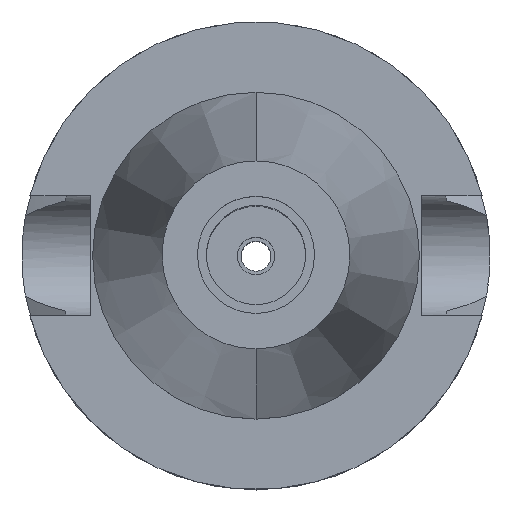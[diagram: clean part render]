
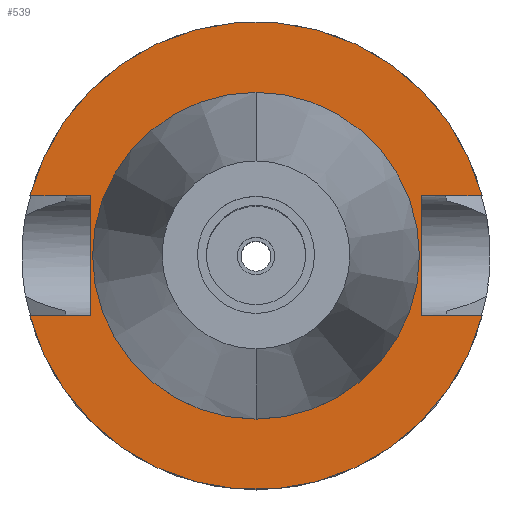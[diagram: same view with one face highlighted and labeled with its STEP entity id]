
A CAD part, top view. The second image highlights one B-rep face of the part: STEP entity #539.
In plain terms, the highlighted planar face has unit normal (0, 0, 1).
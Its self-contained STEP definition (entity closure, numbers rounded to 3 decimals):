
#6 = CARTESIAN_POINT ( 'NONE',  ( 35.4, 12.85, -3. ) ) ;
#27 = ORIENTED_EDGE ( 'NONE', *, *, #3375, .F. ) ;
#36 = VERTEX_POINT ( 'NONE', #1379 ) ;
#42 = AXIS2_PLACEMENT_3D ( 'NONE', #1412, #2554, #3662 ) ;
#61 = DIRECTION ( 'NONE',  ( 0., 0., -1. ) ) ;
#70 = EDGE_CURVE ( 'NONE', #3408, #1033, #1404, .T. ) ;
#89 = CARTESIAN_POINT ( 'NONE',  ( -35.4, -12.85, -3. ) ) ;
#187 = CARTESIAN_POINT ( 'NONE',  ( 48.321, 12.85, -3. ) ) ;
#245 = EDGE_CURVE ( 'NONE', #2285, #769, #899, .T. ) ;
#247 = AXIS2_PLACEMENT_3D ( 'NONE', #1953, #2012, #1734 ) ;
#344 = DIRECTION ( 'NONE',  ( -1., 0., 0. ) ) ;
#382 = AXIS2_PLACEMENT_3D ( 'NONE', #1761, #61, #2266 ) ;
#440 = CARTESIAN_POINT ( 'NONE',  ( 0., -34.925, -3. ) ) ;
#462 = EDGE_CURVE ( 'NONE', #3408, #2193, #3352, .T. ) ;
#539 = ADVANCED_FACE ( 'NONE', ( #1674, #847 ), #1427, .F. ) ;
#633 = CIRCLE ( 'NONE', #42, 34.925 ) ;
#686 = CIRCLE ( 'NONE', #2353, 34.925 ) ;
#748 = ORIENTED_EDGE ( 'NONE', *, *, #70, .T. ) ;
#769 = VERTEX_POINT ( 'NONE', #2049 ) ;
#787 = CARTESIAN_POINT ( 'NONE',  ( 35.4, 12.85, -3. ) ) ;
#818 = CARTESIAN_POINT ( 'NONE',  ( 48.321, -12.85, -3. ) ) ;
#847 = FACE_BOUND ( 'NONE', #1391, .T. ) ;
#853 = AXIS2_PLACEMENT_3D ( 'NONE', #2482, #2542, #3645 ) ;
#899 = LINE ( 'NONE', #2908, #1321 ) ;
#937 = ORIENTED_EDGE ( 'NONE', *, *, #2099, .F. ) ;
#1005 = EDGE_CURVE ( 'NONE', #3230, #2006, #2317, .T. ) ;
#1033 = VERTEX_POINT ( 'NONE', #187 ) ;
#1148 = DIRECTION ( 'NONE',  ( 0., -1., 0. ) ) ;
#1150 = EDGE_CURVE ( 'NONE', #769, #1033, #1820, .T. ) ;
#1220 = VECTOR ( 'NONE', #2544, 1000. ) ;
#1273 = EDGE_CURVE ( 'NONE', #2715, #2006, #3607, .T. ) ;
#1307 = ORIENTED_EDGE ( 'NONE', *, *, #462, .F. ) ;
#1321 = VECTOR ( 'NONE', #344, 1000. ) ;
#1379 = CARTESIAN_POINT ( 'NONE',  ( 0., 34.925, -3. ) ) ;
#1391 = EDGE_LOOP ( 'NONE', ( #27, #3653 ) ) ;
#1404 = LINE ( 'NONE', #6, #2999 ) ;
#1412 = CARTESIAN_POINT ( 'NONE',  ( 0., 0., -3. ) ) ;
#1427 = PLANE ( 'NONE',  #247 ) ;
#1674 = FACE_OUTER_BOUND ( 'NONE', #3319, .T. ) ;
#1734 = DIRECTION ( 'NONE',  ( 0., -1., 0. ) ) ;
#1761 = CARTESIAN_POINT ( 'NONE',  ( 0., 0., -3. ) ) ;
#1820 = CIRCLE ( 'NONE', #853, 50. ) ;
#1953 = CARTESIAN_POINT ( 'NONE',  ( 0., 0., -3. ) ) ;
#1964 = VERTEX_POINT ( 'NONE', #440 ) ;
#2006 = VERTEX_POINT ( 'NONE', #2962 ) ;
#2012 = DIRECTION ( 'NONE',  ( 0., 0., -1. ) ) ;
#2049 = CARTESIAN_POINT ( 'NONE',  ( -48.321, 12.85, -3. ) ) ;
#2099 = EDGE_CURVE ( 'NONE', #3230, #2285, #2428, .T. ) ;
#2193 = VERTEX_POINT ( 'NONE', #2241 ) ;
#2209 = CARTESIAN_POINT ( 'NONE',  ( -35.4, -12.85, -3. ) ) ;
#2217 = VECTOR ( 'NONE', #3516, 1000. ) ;
#2241 = CARTESIAN_POINT ( 'NONE',  ( 35.4, -12.85, -3. ) ) ;
#2266 = DIRECTION ( 'NONE',  ( 0., -1., 0. ) ) ;
#2285 = VERTEX_POINT ( 'NONE', #2942 ) ;
#2292 = DIRECTION ( 'NONE',  ( 0., 0., 1. ) ) ;
#2317 = LINE ( 'NONE', #89, #2217 ) ;
#2353 = AXIS2_PLACEMENT_3D ( 'NONE', #3427, #2292, #1148 ) ;
#2407 = DIRECTION ( 'NONE',  ( 0., 1., 0. ) ) ;
#2428 = LINE ( 'NONE', #3565, #3560 ) ;
#2482 = CARTESIAN_POINT ( 'NONE',  ( 0., 0., -3. ) ) ;
#2514 = VECTOR ( 'NONE', #3074, 1000. ) ;
#2542 = DIRECTION ( 'NONE',  ( 0., 0., -1. ) ) ;
#2544 = DIRECTION ( 'NONE',  ( 1., 0., 0. ) ) ;
#2546 = DIRECTION ( 'NONE',  ( 1., 0., 0. ) ) ;
#2554 = DIRECTION ( 'NONE',  ( 0., 0., 1. ) ) ;
#2578 = ORIENTED_EDGE ( 'NONE', *, *, #1150, .F. ) ;
#2651 = EDGE_CURVE ( 'NONE', #2193, #2715, #3364, .T. ) ;
#2715 = VERTEX_POINT ( 'NONE', #818 ) ;
#2753 = ORIENTED_EDGE ( 'NONE', *, *, #245, .F. ) ;
#2878 = EDGE_CURVE ( 'NONE', #1964, #36, #686, .T. ) ;
#2908 = CARTESIAN_POINT ( 'NONE',  ( -35.4, 12.85, -3. ) ) ;
#2942 = CARTESIAN_POINT ( 'NONE',  ( -35.4, 12.85, -3. ) ) ;
#2962 = CARTESIAN_POINT ( 'NONE',  ( -48.321, -12.85, -3. ) ) ;
#2999 = VECTOR ( 'NONE', #2546, 1000. ) ;
#3074 = DIRECTION ( 'NONE',  ( 0., -1., 0. ) ) ;
#3094 = CARTESIAN_POINT ( 'NONE',  ( 35.4, 12.85, -3. ) ) ;
#3161 = ORIENTED_EDGE ( 'NONE', *, *, #1005, .T. ) ;
#3230 = VERTEX_POINT ( 'NONE', #2209 ) ;
#3319 = EDGE_LOOP ( 'NONE', ( #3161, #3622, #3337, #1307, #748, #2578, #2753, #937 ) ) ;
#3337 = ORIENTED_EDGE ( 'NONE', *, *, #2651, .F. ) ;
#3352 = LINE ( 'NONE', #787, #2514 ) ;
#3364 = LINE ( 'NONE', #3646, #1220 ) ;
#3375 = EDGE_CURVE ( 'NONE', #36, #1964, #633, .T. ) ;
#3408 = VERTEX_POINT ( 'NONE', #3094 ) ;
#3427 = CARTESIAN_POINT ( 'NONE',  ( 0., 0., -3. ) ) ;
#3516 = DIRECTION ( 'NONE',  ( -1., 0., 0. ) ) ;
#3560 = VECTOR ( 'NONE', #2407, 1000. ) ;
#3565 = CARTESIAN_POINT ( 'NONE',  ( -35.4, -12.85, -3. ) ) ;
#3607 = CIRCLE ( 'NONE', #382, 50. ) ;
#3622 = ORIENTED_EDGE ( 'NONE', *, *, #1273, .F. ) ;
#3645 = DIRECTION ( 'NONE',  ( 0., 1., 0. ) ) ;
#3646 = CARTESIAN_POINT ( 'NONE',  ( 35.4, -12.85, -3. ) ) ;
#3653 = ORIENTED_EDGE ( 'NONE', *, *, #2878, .F. ) ;
#3662 = DIRECTION ( 'NONE',  ( 0., 1., 0. ) ) ;
